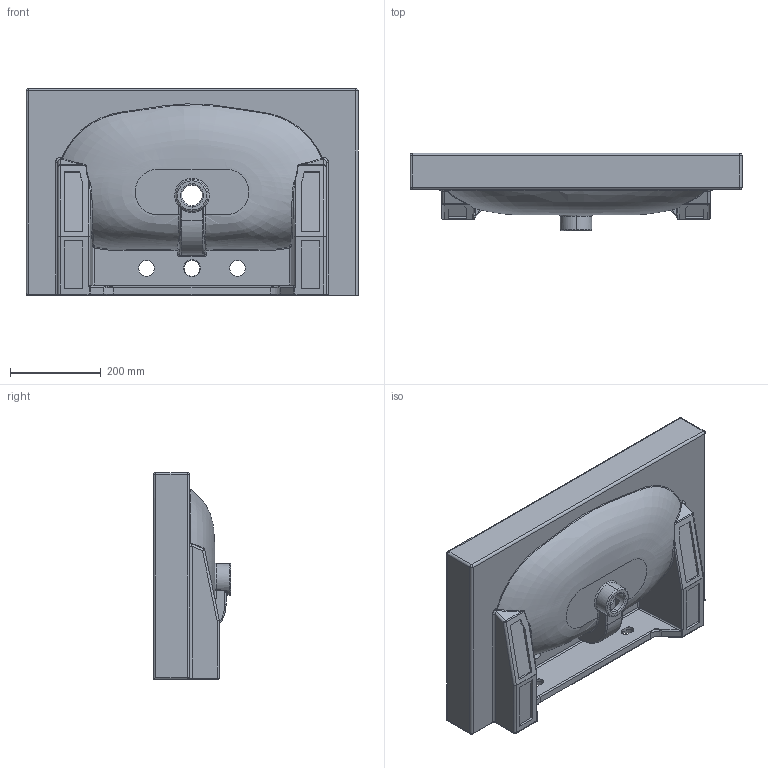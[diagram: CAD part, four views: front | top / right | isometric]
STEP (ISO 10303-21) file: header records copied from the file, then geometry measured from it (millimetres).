
FILE_DESCRIPTION (( 'STEP AP214' ), '1' );
FILE_NAME ('50011.3TH_STEP_V10424.STEP', '2024-04-08T14:25:21', ( '' ), ( '' ), 'SwSTEP 2.0', 'SolidWorks 2019', '' );
FILE_SCHEMA (( 'AUTOMOTIVE_DESIGN' ));
Products named in the file (1): 50011.3TH_STEP_V10424
Bounding box: 730 x 170 x 455 mm (x, y, z)
Volume: 17088822.8 mm3; surface area: 1143169.8 mm2
Topology: 1 solids, 1 shells, 237 faces, 580 edges, 324 vertices
Faces by surface type: cylinder 81, plane 61, bspline 53, torus 22, sphere 18, cone 2
Entity records: 80147 total; most frequent: CARTESIAN_POINT 75034, ORIENTED_EDGE 1108, DIRECTION 1016, EDGE_CURVE 554, AXIS2_PLACEMENT_3D 394, VERTEX_POINT 324, EDGE_LOOP 256, FACE_OUTER_BOUND 237
